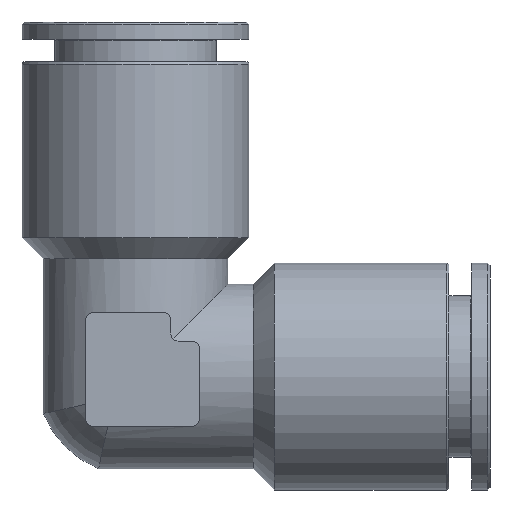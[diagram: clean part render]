
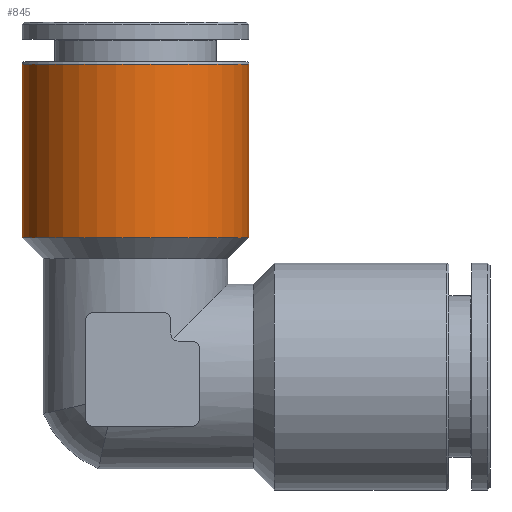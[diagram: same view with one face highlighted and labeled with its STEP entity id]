
A CAD part, front view. The second image highlights one B-rep face of the part: STEP entity #845.
In plain terms, the highlighted cylindrical face has radius 8 mm (diameter 16 mm), a full revolution.
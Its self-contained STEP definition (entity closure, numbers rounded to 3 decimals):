
#227=ORIENTED_EDGE('',*,*,#437,.F.);
#228=ORIENTED_EDGE('',*,*,#436,.T.);
#436=EDGE_CURVE('',#545,#545,#602,.T.);
#437=EDGE_CURVE('',#546,#546,#603,.T.);
#545=VERTEX_POINT('',#1443);
#546=VERTEX_POINT('',#1446);
#602=CIRCLE('',#936,8.);
#603=CIRCLE('',#938,8.);
#659=EDGE_LOOP('',(#227));
#660=EDGE_LOOP('',(#228));
#747=FACE_BOUND('',#659,.T.);
#748=FACE_BOUND('',#660,.T.);
#812=CYLINDRICAL_SURFACE('',#937,8.);
#845=ADVANCED_FACE('',(#747,#748),#812,.T.);
#936=AXIS2_PLACEMENT_3D('',#1442,#1087,#1088);
#937=AXIS2_PLACEMENT_3D('',#1444,#1089,#1090);
#938=AXIS2_PLACEMENT_3D('',#1445,#1091,#1092);
#1087=DIRECTION('',(0.,0.,1.));
#1088=DIRECTION('',(1.,0.,0.));
#1089=DIRECTION('',(0.,0.,1.));
#1090=DIRECTION('',(1.,0.,0.));
#1091=DIRECTION('',(0.,0.,1.));
#1092=DIRECTION('',(1.,0.,0.));
#1442=CARTESIAN_POINT('',(0.,0.,9.8));
#1443=CARTESIAN_POINT('',(8.,0.,9.8));
#1444=CARTESIAN_POINT('',(0.,0.,25.));
#1445=CARTESIAN_POINT('',(0.,0.,22.027));
#1446=CARTESIAN_POINT('',(8.,0.,22.027));
